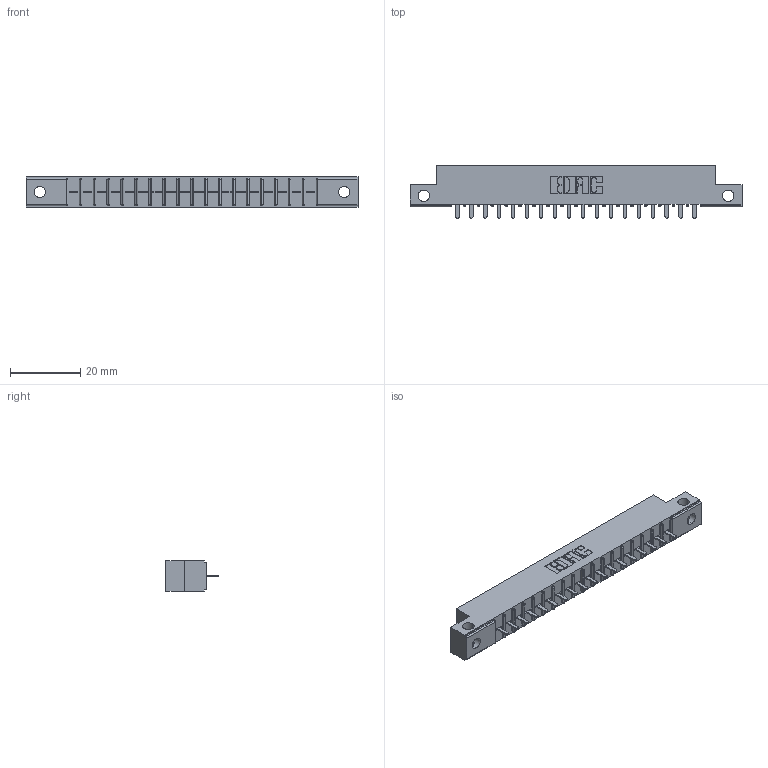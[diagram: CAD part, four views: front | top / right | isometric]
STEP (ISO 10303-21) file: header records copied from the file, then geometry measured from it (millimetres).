
FILE_DESCRIPTION (( 'STEP AP203' ), '1' );
FILE_NAME ('316-018-521-112.STEP', '2020-09-20T20:45:53', ( '' ), ( '' ), 'SwSTEP 2.0', 'SolidWorks 2020', '' );
FILE_SCHEMA (( 'CONFIG_CONTROL_DESIGN' ));
Length unit declared in the file: inch
Products named in the file (3): 306-290-001_121; 316-018-521-112; 306 Part_.128 Dia
Assembly tree (19 placements, depth 2):
  316-018-521-112
    306 Part_.128 Dia
    306-290-001_121  x18
Bounding box: 94.34 x 14.88 x 8.71 mm (x, y, z)
Volume: 6279.5 mm3; surface area: 8968.7 mm2
Topology: 19 solids, 19 shells, 1388 faces, 3898 edges, 2496 vertices
Faces by surface type: plane 914, cylinder 402, sphere 72
Entity records: 20257 total; most frequent: CARTESIAN_POINT 3445, ORIENTED_EDGE 3368, DIRECTION 3338, EDGE_CURVE 1684, LINE 1288, VECTOR 1288, VERTEX_POINT 1068, AXIS2_PLACEMENT_3D 1025
